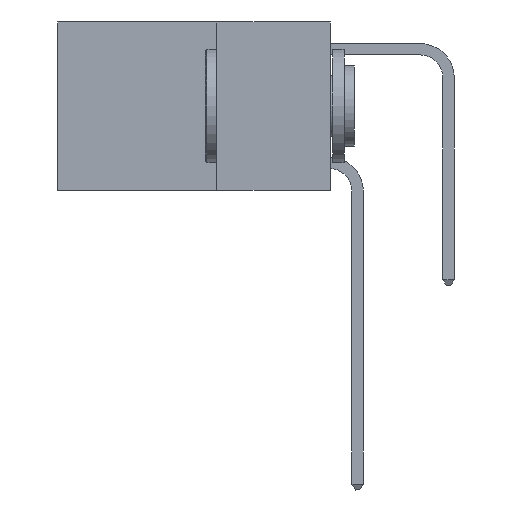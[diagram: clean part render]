
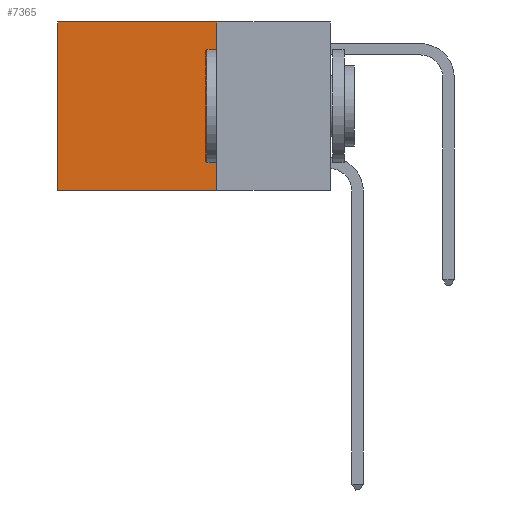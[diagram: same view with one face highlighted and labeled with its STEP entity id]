
A CAD part, left-side view. The second image highlights one B-rep face of the part: STEP entity #7365.
In plain terms, the highlighted planar face has unit normal (-1, 0, 0).
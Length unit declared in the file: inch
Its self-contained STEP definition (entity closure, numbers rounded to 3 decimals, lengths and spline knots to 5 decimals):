
#131 = EDGE_CURVE ( 'NONE', #1453, #6334, #3182, .T. ) ;
#156 = LINE ( 'NONE', #3203, #4089 ) ;
#183 = DIRECTION ( 'NONE',  ( 0., 1., 0. ) ) ;
#396 = LINE ( 'NONE', #1918, #5250 ) ;
#1453 = VERTEX_POINT ( 'NONE', #5644 ) ;
#1629 = VERTEX_POINT ( 'NONE', #12618 ) ;
#1895 = DIRECTION ( 'NONE',  ( 1., 0., 0. ) ) ;
#1918 = CARTESIAN_POINT ( 'NONE',  ( 0.2625, 0.25, -0.37 ) ) ;
#3182 = LINE ( 'NONE', #4402, #11555 ) ;
#3203 = CARTESIAN_POINT ( 'NONE',  ( 0.2625, 0.25, 0. ) ) ;
#4021 = VERTEX_POINT ( 'NONE', #7711 ) ;
#4089 = VECTOR ( 'NONE', #10707, 39.37008 ) ;
#4402 = CARTESIAN_POINT ( 'NONE',  ( 0.2625, 0.25, 0. ) ) ;
#4635 = EDGE_CURVE ( 'NONE', #6334, #1629, #6572, .T. ) ;
#4954 = ORIENTED_EDGE ( 'NONE', *, *, #4635, .T. ) ;
#5250 = VECTOR ( 'NONE', #183, 39.37008 ) ;
#5644 = CARTESIAN_POINT ( 'NONE',  ( 0.2625, 0.25, 0. ) ) ;
#6195 = EDGE_CURVE ( 'NONE', #1453, #4021, #156, .T. ) ;
#6334 = VERTEX_POINT ( 'NONE', #15212 ) ;
#6515 = ORIENTED_EDGE ( 'NONE', *, *, #17898, .F. ) ;
#6572 = LINE ( 'NONE', #14327, #12117 ) ;
#6661 = EDGE_LOOP ( 'NONE', ( #4954, #6515, #16680, #19101 ) ) ;
#7365 = ADVANCED_FACE ( 'NONE', ( #13823 ), #17227, .F. ) ;
#7711 = CARTESIAN_POINT ( 'NONE',  ( 0.2625, 0.25, -0.37 ) ) ;
#10707 = DIRECTION ( 'NONE',  ( 0., 0., -1. ) ) ;
#11555 = VECTOR ( 'NONE', #15388, 39.37008 ) ;
#12117 = VECTOR ( 'NONE', #17343, 39.37008 ) ;
#12618 = CARTESIAN_POINT ( 'NONE',  ( 0.2625, 0.6, -0.37 ) ) ;
#13823 = FACE_OUTER_BOUND ( 'NONE', #6661, .T. ) ;
#14327 = CARTESIAN_POINT ( 'NONE',  ( 0.2625, 0.6, 0. ) ) ;
#15212 = CARTESIAN_POINT ( 'NONE',  ( 0.2625, 0.6, 0. ) ) ;
#15388 = DIRECTION ( 'NONE',  ( 0., 1., 0. ) ) ;
#15991 = AXIS2_PLACEMENT_3D ( 'NONE', #17034, #1895, #18441 ) ;
#16680 = ORIENTED_EDGE ( 'NONE', *, *, #6195, .F. ) ;
#17034 = CARTESIAN_POINT ( 'NONE',  ( 0.2625, 0.25, 0. ) ) ;
#17227 = PLANE ( 'NONE',  #15991 ) ;
#17343 = DIRECTION ( 'NONE',  ( 0., 0., -1. ) ) ;
#17898 = EDGE_CURVE ( 'NONE', #4021, #1629, #396, .T. ) ;
#18441 = DIRECTION ( 'NONE',  ( 0., 0., -1. ) ) ;
#19101 = ORIENTED_EDGE ( 'NONE', *, *, #131, .T. ) ;
